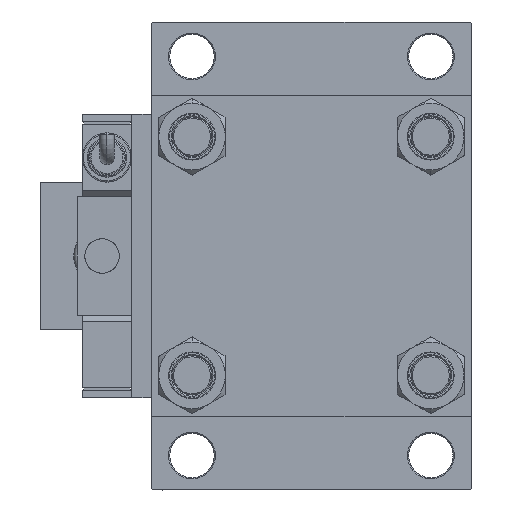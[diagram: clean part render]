
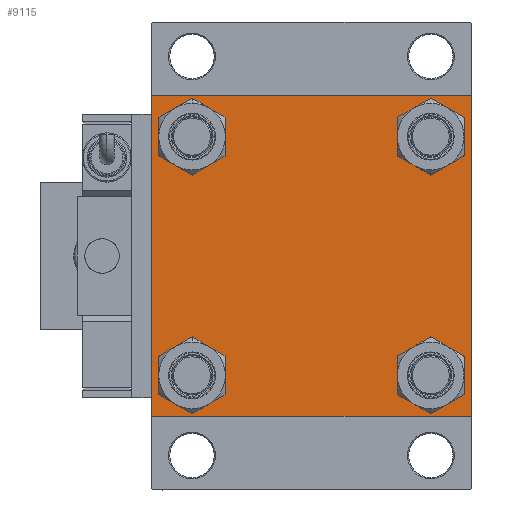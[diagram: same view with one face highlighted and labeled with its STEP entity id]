
A CAD part, left-side view. The second image highlights one B-rep face of the part: STEP entity #9115.
In plain terms, the highlighted planar face has unit normal (-1, 0, 0).
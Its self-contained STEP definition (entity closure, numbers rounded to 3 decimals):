
#1112 = DIRECTION ( 'NONE',  ( 0., 0., 1. ) ) ;
#1244 = VERTEX_POINT ( 'NONE', #25980 ) ;
#1534 = DIRECTION ( 'NONE',  ( 0., -0.707, 0.707 ) ) ;
#1843 = EDGE_CURVE ( 'NONE', #11884, #22051, #51751, .T. ) ;
#1923 = VERTEX_POINT ( 'NONE', #53549 ) ;
#2846 = CARTESIAN_POINT ( 'NONE',  ( 0., -65., -64.5 ) ) ;
#2980 = CIRCLE ( 'NONE', #26542, 8.5 ) ;
#3201 = EDGE_CURVE ( 'NONE', #22333, #16188, #26275, .T. ) ;
#3301 = VERTEX_POINT ( 'NONE', #21893 ) ;
#3589 = FACE_OUTER_BOUND ( 'NONE', #40536, .T. ) ;
#3845 = ORIENTED_EDGE ( 'NONE', *, *, #52455, .T. ) ;
#4236 = LINE ( 'NONE', #8839, #10043 ) ;
#4327 = AXIS2_PLACEMENT_3D ( 'NONE', #12225, #28427, #24583 ) ;
#5310 = DIRECTION ( 'NONE',  ( 0., 0.707, -0.707 ) ) ;
#5446 = ORIENTED_EDGE ( 'NONE', *, *, #32718, .T. ) ;
#5584 = CARTESIAN_POINT ( 'NONE',  ( 0., 48.45, -48.45 ) ) ;
#6208 = DIRECTION ( 'NONE',  ( 0., -1., 0. ) ) ;
#7071 = EDGE_CURVE ( 'NONE', #49881, #25812, #11594, .T. ) ;
#7425 = DIRECTION ( 'NONE',  ( 1., 0., 0. ) ) ;
#7908 = CARTESIAN_POINT ( 'NONE',  ( 0., 64.5, 65. ) ) ;
#8214 = VECTOR ( 'NONE', #1534, 1000. ) ;
#8839 = CARTESIAN_POINT ( 'NONE',  ( 0., -64.75, 64.75 ) ) ;
#9115 = ADVANCED_FACE ( 'NONE', ( #53056, #36978, #41082, #28502, #3589 ), #23853, .T. ) ;
#9292 = CARTESIAN_POINT ( 'NONE',  ( 0., 48.45, -48.45 ) ) ;
#9669 = DIRECTION ( 'NONE',  ( 1., 0., 0. ) ) ;
#10043 = VECTOR ( 'NONE', #33544, 1000. ) ;
#10187 = CARTESIAN_POINT ( 'NONE',  ( 0., 64.75, 64.75 ) ) ;
#10191 = EDGE_CURVE ( 'NONE', #48443, #45023, #26967, .T. ) ;
#10539 = DIRECTION ( 'NONE',  ( 0., 0., 1. ) ) ;
#11456 = AXIS2_PLACEMENT_3D ( 'NONE', #31424, #48029, #10539 ) ;
#11594 = LINE ( 'NONE', #20927, #40482 ) ;
#11816 = CARTESIAN_POINT ( 'NONE',  ( 0., -65., 65. ) ) ;
#11884 = VERTEX_POINT ( 'NONE', #7908 ) ;
#12225 = CARTESIAN_POINT ( 'NONE',  ( 0., -48.45, -48.45 ) ) ;
#13814 = ORIENTED_EDGE ( 'NONE', *, *, #3201, .T. ) ;
#14374 = CARTESIAN_POINT ( 'NONE',  ( 0., 48.45, -56.95 ) ) ;
#14899 = AXIS2_PLACEMENT_3D ( 'NONE', #9292, #26035, #35857 ) ;
#15800 = EDGE_CURVE ( 'NONE', #1923, #45023, #32424, .T. ) ;
#16188 = VERTEX_POINT ( 'NONE', #40273 ) ;
#16351 = CARTESIAN_POINT ( 'NONE',  ( 0., -64.5, -65. ) ) ;
#16374 = ORIENTED_EDGE ( 'NONE', *, *, #15800, .F. ) ;
#16914 = DIRECTION ( 'NONE',  ( 0., -1., 0. ) ) ;
#17621 = DIRECTION ( 'NONE',  ( 0., 0., 1. ) ) ;
#17857 = LINE ( 'NONE', #38961, #40049 ) ;
#17875 = ORIENTED_EDGE ( 'NONE', *, *, #10191, .T. ) ;
#19180 = CARTESIAN_POINT ( 'NONE',  ( 0., 65., -64.5 ) ) ;
#19320 = CIRCLE ( 'NONE', #11456, 8.5 ) ;
#19459 = VERTEX_POINT ( 'NONE', #42658 ) ;
#20085 = DIRECTION ( 'NONE',  ( 0., 0., 1. ) ) ;
#20802 = VERTEX_POINT ( 'NONE', #41867 ) ;
#20927 = CARTESIAN_POINT ( 'NONE',  ( 0., 64.75, -64.75 ) ) ;
#21893 = CARTESIAN_POINT ( 'NONE',  ( 0., -48.45, 39.95 ) ) ;
#22051 = VERTEX_POINT ( 'NONE', #53044 ) ;
#22111 = AXIS2_PLACEMENT_3D ( 'NONE', #42840, #47193, #25356 ) ;
#22333 = VERTEX_POINT ( 'NONE', #14374 ) ;
#22538 = ORIENTED_EDGE ( 'NONE', *, *, #31536, .T. ) ;
#22713 = CARTESIAN_POINT ( 'NONE',  ( 0., 64.5, -65. ) ) ;
#23244 = EDGE_LOOP ( 'NONE', ( #22538, #13814 ) ) ;
#23486 = EDGE_CURVE ( 'NONE', #20802, #27432, #39309, .T. ) ;
#23853 = PLANE ( 'NONE',  #28336 ) ;
#24583 = DIRECTION ( 'NONE',  ( 0., 0., 1. ) ) ;
#25041 = DIRECTION ( 'NONE',  ( 0., -0.707, -0.707 ) ) ;
#25091 = VECTOR ( 'NONE', #45213, 1000. ) ;
#25356 = DIRECTION ( 'NONE',  ( 0., 0., 1. ) ) ;
#25812 = VERTEX_POINT ( 'NONE', #22713 ) ;
#25980 = CARTESIAN_POINT ( 'NONE',  ( 0., 48.45, 39.95 ) ) ;
#26035 = DIRECTION ( 'NONE',  ( 1., 0., 0. ) ) ;
#26275 = CIRCLE ( 'NONE', #49801, 8.5 ) ;
#26542 = AXIS2_PLACEMENT_3D ( 'NONE', #50844, #42417, #1112 ) ;
#26967 = LINE ( 'NONE', #51269, #8214 ) ;
#27432 = VERTEX_POINT ( 'NONE', #31925 ) ;
#27559 = CARTESIAN_POINT ( 'NONE',  ( 0., 65., -65. ) ) ;
#27982 = CARTESIAN_POINT ( 'NONE',  ( 0., -48.45, 48.45 ) ) ;
#28336 = AXIS2_PLACEMENT_3D ( 'NONE', #49506, #36708, #49775 ) ;
#28427 = DIRECTION ( 'NONE',  ( 1., 0., 0. ) ) ;
#28502 = FACE_BOUND ( 'NONE', #28816, .T. ) ;
#28620 = EDGE_CURVE ( 'NONE', #11884, #47753, #31060, .T. ) ;
#28816 = EDGE_LOOP ( 'NONE', ( #35688, #44908 ) ) ;
#30131 = ORIENTED_EDGE ( 'NONE', *, *, #28620, .T. ) ;
#30692 = EDGE_CURVE ( 'NONE', #25812, #48443, #52130, .T. ) ;
#31060 = LINE ( 'NONE', #10187, #49822 ) ;
#31424 = CARTESIAN_POINT ( 'NONE',  ( 0., -48.45, -48.45 ) ) ;
#31536 = EDGE_CURVE ( 'NONE', #16188, #22333, #46372, .T. ) ;
#31640 = AXIS2_PLACEMENT_3D ( 'NONE', #31704, #41165, #20085 ) ;
#31704 = CARTESIAN_POINT ( 'NONE',  ( 0., -48.45, 48.45 ) ) ;
#31925 = CARTESIAN_POINT ( 'NONE',  ( 0., -48.45, -39.95 ) ) ;
#32169 = EDGE_CURVE ( 'NONE', #3301, #32894, #42929, .T. ) ;
#32424 = LINE ( 'NONE', #11816, #25091 ) ;
#32718 = EDGE_CURVE ( 'NONE', #27432, #20802, #19320, .T. ) ;
#32770 = AXIS2_PLACEMENT_3D ( 'NONE', #27982, #7425, #53075 ) ;
#32894 = VERTEX_POINT ( 'NONE', #46902 ) ;
#33544 = DIRECTION ( 'NONE',  ( 0., 0.707, 0.707 ) ) ;
#34867 = EDGE_CURVE ( 'NONE', #1244, #19459, #44767, .T. ) ;
#35688 = ORIENTED_EDGE ( 'NONE', *, *, #36720, .T. ) ;
#35857 = DIRECTION ( 'NONE',  ( 0., 0., 1. ) ) ;
#36708 = DIRECTION ( 'NONE',  ( -1., 0., 0. ) ) ;
#36720 = EDGE_CURVE ( 'NONE', #19459, #1244, #2980, .T. ) ;
#36978 = FACE_BOUND ( 'NONE', #42314, .T. ) ;
#38143 = ORIENTED_EDGE ( 'NONE', *, *, #7071, .T. ) ;
#38961 = CARTESIAN_POINT ( 'NONE',  ( 0., 65., 65. ) ) ;
#39077 = EDGE_CURVE ( 'NONE', #32894, #3301, #47546, .T. ) ;
#39309 = CIRCLE ( 'NONE', #4327, 8.5 ) ;
#40049 = VECTOR ( 'NONE', #43027, 1000. ) ;
#40202 = ORIENTED_EDGE ( 'NONE', *, *, #23486, .T. ) ;
#40273 = CARTESIAN_POINT ( 'NONE',  ( 0., 48.45, -39.95 ) ) ;
#40482 = VECTOR ( 'NONE', #25041, 1000. ) ;
#40536 = EDGE_LOOP ( 'NONE', ( #3845, #38143, #51811, #17875, #16374, #47671, #43048, #30131 ) ) ;
#41082 = FACE_BOUND ( 'NONE', #23244, .T. ) ;
#41165 = DIRECTION ( 'NONE',  ( 1., 0., 0. ) ) ;
#41867 = CARTESIAN_POINT ( 'NONE',  ( 0., -48.45, -56.95 ) ) ;
#42314 = EDGE_LOOP ( 'NONE', ( #5446, #40202 ) ) ;
#42417 = DIRECTION ( 'NONE',  ( 1., 0., 0. ) ) ;
#42658 = CARTESIAN_POINT ( 'NONE',  ( 0., 48.45, 56.95 ) ) ;
#42840 = CARTESIAN_POINT ( 'NONE',  ( 0., 48.45, 48.45 ) ) ;
#42929 = CIRCLE ( 'NONE', #31640, 8.5 ) ;
#43027 = DIRECTION ( 'NONE',  ( 0., 0., -1. ) ) ;
#43048 = ORIENTED_EDGE ( 'NONE', *, *, #1843, .F. ) ;
#43430 = CARTESIAN_POINT ( 'NONE',  ( 0., 65., 64.5 ) ) ;
#43897 = EDGE_CURVE ( 'NONE', #1923, #22051, #4236, .T. ) ;
#44767 = CIRCLE ( 'NONE', #22111, 8.5 ) ;
#44908 = ORIENTED_EDGE ( 'NONE', *, *, #34867, .T. ) ;
#45023 = VERTEX_POINT ( 'NONE', #2846 ) ;
#45213 = DIRECTION ( 'NONE',  ( 0., 0., -1. ) ) ;
#46115 = EDGE_LOOP ( 'NONE', ( #50561, #52764 ) ) ;
#46331 = VECTOR ( 'NONE', #6208, 1000. ) ;
#46372 = CIRCLE ( 'NONE', #14899, 8.5 ) ;
#46902 = CARTESIAN_POINT ( 'NONE',  ( 0., -48.45, 56.95 ) ) ;
#47193 = DIRECTION ( 'NONE',  ( 1., 0., 0. ) ) ;
#47546 = CIRCLE ( 'NONE', #32770, 8.5 ) ;
#47671 = ORIENTED_EDGE ( 'NONE', *, *, #43897, .T. ) ;
#47753 = VERTEX_POINT ( 'NONE', #43430 ) ;
#48029 = DIRECTION ( 'NONE',  ( 1., 0., 0. ) ) ;
#48443 = VERTEX_POINT ( 'NONE', #16351 ) ;
#49506 = CARTESIAN_POINT ( 'NONE',  ( 0., 0., 0. ) ) ;
#49755 = VECTOR ( 'NONE', #16914, 1000. ) ;
#49775 = DIRECTION ( 'NONE',  ( 0., 0., 1. ) ) ;
#49801 = AXIS2_PLACEMENT_3D ( 'NONE', #5584, #9669, #17621 ) ;
#49822 = VECTOR ( 'NONE', #5310, 1000. ) ;
#49881 = VERTEX_POINT ( 'NONE', #19180 ) ;
#50008 = CARTESIAN_POINT ( 'NONE',  ( 0., 65., 65. ) ) ;
#50561 = ORIENTED_EDGE ( 'NONE', *, *, #39077, .T. ) ;
#50844 = CARTESIAN_POINT ( 'NONE',  ( 0., 48.45, 48.45 ) ) ;
#51269 = CARTESIAN_POINT ( 'NONE',  ( 0., -64.75, -64.75 ) ) ;
#51751 = LINE ( 'NONE', #50008, #49755 ) ;
#51811 = ORIENTED_EDGE ( 'NONE', *, *, #30692, .T. ) ;
#52130 = LINE ( 'NONE', #27559, #46331 ) ;
#52455 = EDGE_CURVE ( 'NONE', #47753, #49881, #17857, .T. ) ;
#52764 = ORIENTED_EDGE ( 'NONE', *, *, #32169, .T. ) ;
#53044 = CARTESIAN_POINT ( 'NONE',  ( 0., -64.5, 65. ) ) ;
#53056 = FACE_BOUND ( 'NONE', #46115, .T. ) ;
#53075 = DIRECTION ( 'NONE',  ( 0., 0., 1. ) ) ;
#53549 = CARTESIAN_POINT ( 'NONE',  ( 0., -65., 64.5 ) ) ;
